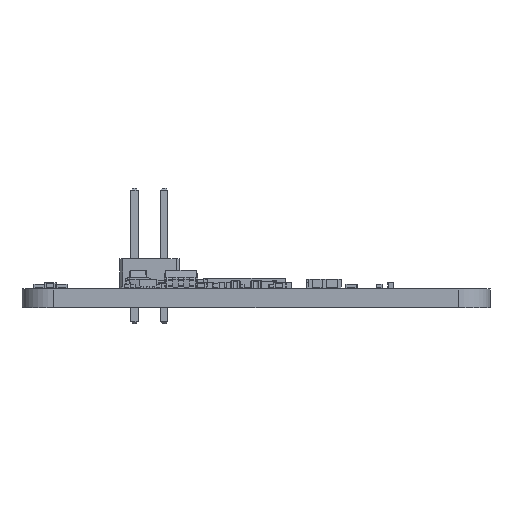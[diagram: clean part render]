
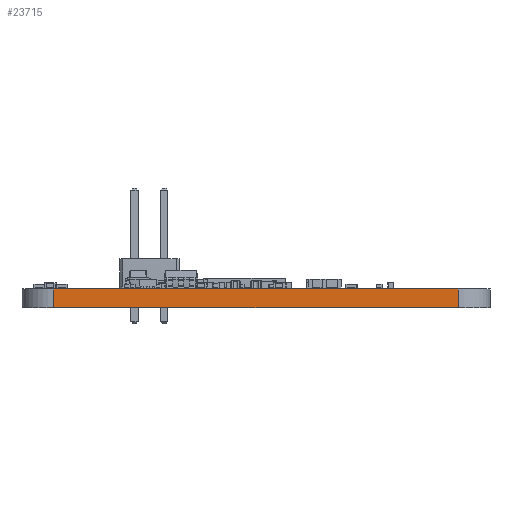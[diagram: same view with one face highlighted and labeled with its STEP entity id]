
A CAD part, front view. The second image highlights one B-rep face of the part: STEP entity #23715.
In plain terms, the highlighted planar face has unit normal (0, -1, 0).
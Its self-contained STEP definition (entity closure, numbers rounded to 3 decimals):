
#21756 = VERTEX_POINT('',#21757);
#21757 = CARTESIAN_POINT('',(87.889,-131.572,0.));
#21764 = EDGE_CURVE('',#21765,#21756,#21767,.T.);
#21765 = VERTEX_POINT('',#21766);
#21766 = CARTESIAN_POINT('',(122.491,-131.582,0.));
#21767 = LINE('',#21768,#21769);
#21768 = CARTESIAN_POINT('',(122.491,-131.582,0.));
#21769 = VECTOR('',#21770,1.);
#21770 = DIRECTION('',(-1.,0.,0.));
#22722 = VERTEX_POINT('',#22723);
#22723 = CARTESIAN_POINT('',(87.889,-131.572,1.593));
#22730 = EDGE_CURVE('',#22731,#22722,#22733,.T.);
#22731 = VERTEX_POINT('',#22732);
#22732 = CARTESIAN_POINT('',(122.491,-131.582,1.593));
#22733 = LINE('',#22734,#22735);
#22734 = CARTESIAN_POINT('',(122.491,-131.582,1.593));
#22735 = VECTOR('',#22736,1.);
#22736 = DIRECTION('',(-1.,0.,0.));
#23687 = EDGE_CURVE('',#21765,#22731,#23688,.T.);
#23688 = LINE('',#23689,#23690);
#23689 = CARTESIAN_POINT('',(122.491,-131.582,0.));
#23690 = VECTOR('',#23691,1.);
#23691 = DIRECTION('',(0.,0.,1.));
#23715 = ADVANCED_FACE('',(#23716),#23727,.T.);
#23716 = FACE_BOUND('',#23717,.T.);
#23717 = EDGE_LOOP('',(#23718,#23719,#23720,#23726));
#23718 = ORIENTED_EDGE('',*,*,#23687,.T.);
#23719 = ORIENTED_EDGE('',*,*,#22730,.T.);
#23720 = ORIENTED_EDGE('',*,*,#23721,.F.);
#23721 = EDGE_CURVE('',#21756,#22722,#23722,.T.);
#23722 = LINE('',#23723,#23724);
#23723 = CARTESIAN_POINT('',(87.889,-131.572,0.));
#23724 = VECTOR('',#23725,1.);
#23725 = DIRECTION('',(0.,0.,1.));
#23726 = ORIENTED_EDGE('',*,*,#21764,.F.);
#23727 = PLANE('',#23728);
#23728 = AXIS2_PLACEMENT_3D('',#23729,#23730,#23731);
#23729 = CARTESIAN_POINT('',(122.491,-131.582,0.));
#23730 = DIRECTION('',(0.,-1.,0.));
#23731 = DIRECTION('',(-1.,0.,0.));
